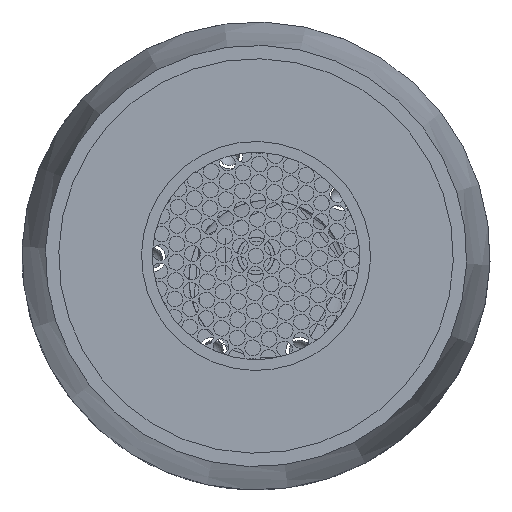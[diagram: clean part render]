
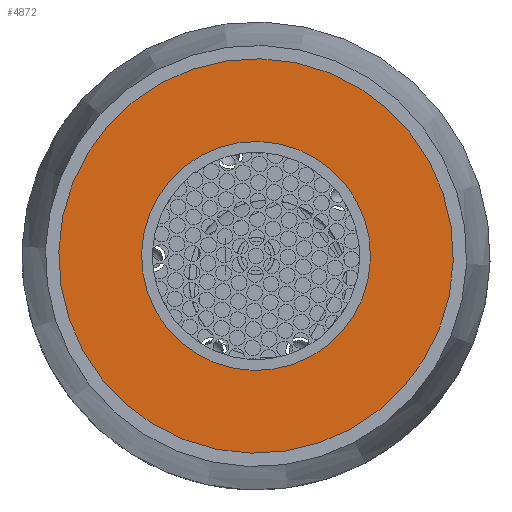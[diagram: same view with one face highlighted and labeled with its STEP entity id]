
A CAD part, front view. The second image highlights one B-rep face of the part: STEP entity #4872.
In plain terms, the highlighted planar face has unit normal (0, -1, 0).
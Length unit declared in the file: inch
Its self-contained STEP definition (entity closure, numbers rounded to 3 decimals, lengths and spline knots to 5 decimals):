
#466 = AXIS2_PLACEMENT_3D ( 'NONE', #3370, #10056, #4355 ) ;
#785 = DIRECTION ( 'NONE',  ( -0.878, 0., -0.478 ) ) ;
#1337 = FACE_OUTER_BOUND ( 'NONE', #3287, .T. ) ;
#3287 = EDGE_LOOP ( 'NONE', ( #4016 ) ) ;
#3370 = CARTESIAN_POINT ( 'NONE',  ( 1.46968, 0.37758, 0.0978 ) ) ;
#3542 = CARTESIAN_POINT ( 'NONE',  ( 1.46968, 0.37758, 0.0978 ) ) ;
#3747 = CARTESIAN_POINT ( 'NONE',  ( 1.98784, 0.37758, 0.37994 ) ) ;
#4016 = ORIENTED_EDGE ( 'NONE', *, *, #10490, .T. ) ;
#4341 = CIRCLE ( 'NONE', #5868, 0.3425 ) ;
#4355 = DIRECTION ( 'NONE',  ( 0.878, 0., 0.478 ) ) ;
#4549 = DIRECTION ( 'NONE',  ( 0.878, 0., 0.478 ) ) ;
#4872 = ADVANCED_FACE ( 'NONE', ( #11481, #1337 ), #5465, .T. ) ;
#5465 = PLANE ( 'NONE',  #7722 ) ;
#5868 = AXIS2_PLACEMENT_3D ( 'NONE', #12171, #6535, #785 ) ;
#6150 = ORIENTED_EDGE ( 'NONE', *, *, #9461, .T. ) ;
#6308 = VERTEX_POINT ( 'NONE', #3747 ) ;
#6535 = DIRECTION ( 'NONE',  ( 0., 1., 0. ) ) ;
#7722 = AXIS2_PLACEMENT_3D ( 'NONE', #3542, #10236, #4549 ) ;
#7821 = EDGE_LOOP ( 'NONE', ( #6150 ) ) ;
#9461 = EDGE_CURVE ( 'NONE', #10005, #10005, #4341, .T. ) ;
#9829 = CIRCLE ( 'NONE', #466, 0.59 ) ;
#10005 = VERTEX_POINT ( 'NONE', #12218 ) ;
#10056 = DIRECTION ( 'NONE',  ( 0., -1., 0. ) ) ;
#10236 = DIRECTION ( 'NONE',  ( 0., -1., 0. ) ) ;
#10490 = EDGE_CURVE ( 'NONE', #6308, #6308, #9829, .T. ) ;
#11481 = FACE_BOUND ( 'NONE', #7821, .T. ) ;
#12171 = CARTESIAN_POINT ( 'NONE',  ( 1.46968, 0.37758, 0.0978 ) ) ;
#12218 = CARTESIAN_POINT ( 'NONE',  ( 1.16887, 0.37758, -0.06598 ) ) ;
